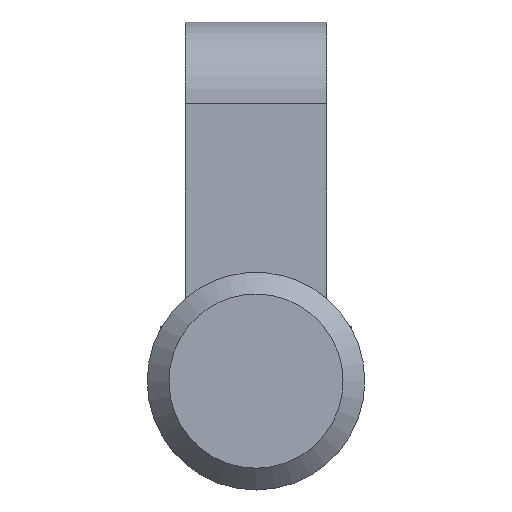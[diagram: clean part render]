
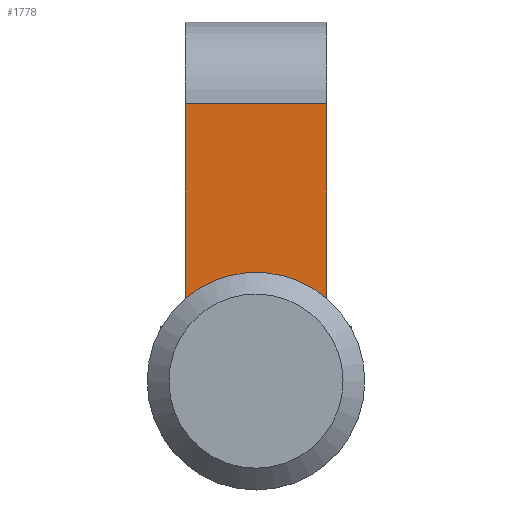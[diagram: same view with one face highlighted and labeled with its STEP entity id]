
A CAD part, left-side view. The second image highlights one B-rep face of the part: STEP entity #1778.
In plain terms, the highlighted planar face has unit normal (-1, 0, 0).
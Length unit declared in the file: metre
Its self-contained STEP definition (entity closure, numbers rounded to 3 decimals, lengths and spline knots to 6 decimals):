
#52=PLANE('',#1946);
#125=CIRCLE('',#1910,0.02);
#248=LINE('',#3054,#414);
#249=LINE('',#3056,#415);
#250=LINE('',#3058,#416);
#414=VECTOR('',#2324,1.);
#415=VECTOR('',#2325,1.);
#416=VECTOR('',#2326,1.);
#750=ORIENTED_EDGE('',*,*,#1178,.F.);
#751=ORIENTED_EDGE('',*,*,#1110,.T.);
#752=ORIENTED_EDGE('',*,*,#1179,.T.);
#753=ORIENTED_EDGE('',*,*,#1180,.T.);
#1110=EDGE_CURVE('',#1338,#1339,#125,.F.);
#1178=EDGE_CURVE('',#1338,#1388,#248,.T.);
#1179=EDGE_CURVE('',#1339,#1389,#249,.T.);
#1180=EDGE_CURVE('',#1389,#1388,#250,.T.);
#1338=VERTEX_POINT('',#2886);
#1339=VERTEX_POINT('',#2887);
#1388=VERTEX_POINT('',#3055);
#1389=VERTEX_POINT('',#3057);
#1526=EDGE_LOOP('',(#750,#751,#752,#753));
#1649=FACE_BOUND('',#1526,.T.);
#1778=ADVANCED_FACE('',(#1649),#52,.T.);
#1910=AXIS2_PLACEMENT_3D('',#2885,#2208,#2209);
#1946=AXIS2_PLACEMENT_3D('',#3053,#2322,#2323);
#2208=DIRECTION('',(-1.,0.,0.));
#2209=DIRECTION('',(0.,0.,1.));
#2322=DIRECTION('',(-1.,0.,0.));
#2323=DIRECTION('',(0.,0.,1.));
#2324=DIRECTION('',(0.,0.,1.));
#2325=DIRECTION('',(0.,0.,1.));
#2326=DIRECTION('',(0.,1.,0.));
#2885=CARTESIAN_POINT('',(-0.035,-0.013,0.));
#2886=CARTESIAN_POINT('',(-0.035,0.,0.015199));
#2887=CARTESIAN_POINT('',(-0.035,-0.026,0.015199));
#3053=CARTESIAN_POINT('',(-0.035,-0.026,0.0255));
#3054=CARTESIAN_POINT('',(-0.035,0.,0.0255));
#3055=CARTESIAN_POINT('',(-0.035,0.,0.051));
#3056=CARTESIAN_POINT('',(-0.035,-0.026,0.0255));
#3057=CARTESIAN_POINT('',(-0.035,-0.026,0.051));
#3058=CARTESIAN_POINT('',(-0.035,-0.026,0.051));
